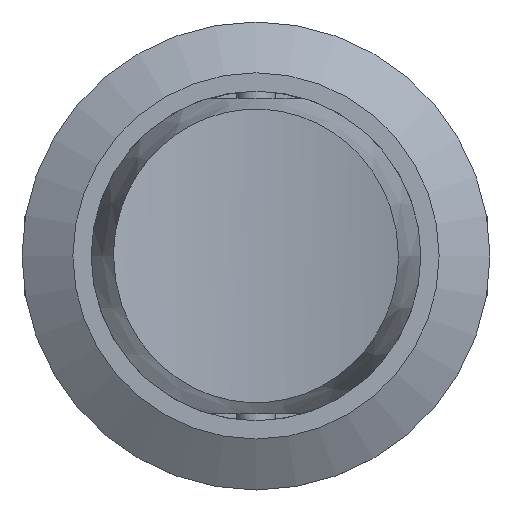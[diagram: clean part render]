
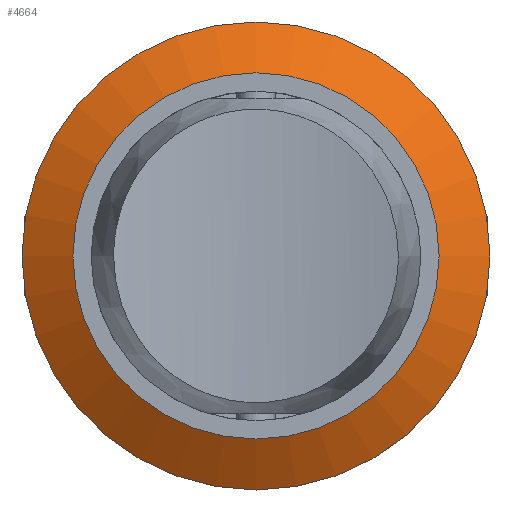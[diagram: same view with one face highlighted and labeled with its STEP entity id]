
A CAD part, top view. The second image highlights one B-rep face of the part: STEP entity #4664.
In plain terms, the highlighted conical face has half-angle 59.036 degrees and reference radius 10.25 mm.
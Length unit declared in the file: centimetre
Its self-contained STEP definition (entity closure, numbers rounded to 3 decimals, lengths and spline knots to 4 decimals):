
#129=CONICAL_SURFACE('',#4950,1.025,1.03);
#404=FACE_OUTER_BOUND('',#665,.T.);
#665=EDGE_LOOP('',(#4207,#4208,#4209,#4210));
#741=CIRCLE('',#4951,1.15);
#742=CIRCLE('',#4952,0.9);
#1262=LINE('',#8035,#1789);
#1789=VECTOR('',#6010,1.025);
#2238=VERTEX_POINT('',#8032);
#2239=VERTEX_POINT('',#8034);
#2901=EDGE_CURVE('',#2238,#2238,#741,.T.);
#2902=EDGE_CURVE('',#2238,#2239,#1262,.T.);
#2903=EDGE_CURVE('',#2239,#2239,#742,.T.);
#4207=ORIENTED_EDGE('',*,*,#2901,.T.);
#4208=ORIENTED_EDGE('',*,*,#2902,.T.);
#4209=ORIENTED_EDGE('',*,*,#2903,.T.);
#4210=ORIENTED_EDGE('',*,*,#2902,.F.);
#4664=ADVANCED_FACE('',(#404),#129,.T.);
#4950=AXIS2_PLACEMENT_3D('',#8031,#6006,#6007);
#4951=AXIS2_PLACEMENT_3D('',#8033,#6008,#6009);
#4952=AXIS2_PLACEMENT_3D('',#8036,#6011,#6012);
#6006=DIRECTION('center_axis',(0.,0.,-1.));
#6007=DIRECTION('ref_axis',(-1.,0.,0.));
#6008=DIRECTION('center_axis',(0.,0.,1.));
#6009=DIRECTION('ref_axis',(-1.,0.,0.));
#6010=DIRECTION('',(-0.857,0.,0.514));
#6011=DIRECTION('center_axis',(0.,0.,-1.));
#6012=DIRECTION('ref_axis',(-1.,0.,0.));
#8031=CARTESIAN_POINT('Origin',(0.,0.,1.585));
#8032=CARTESIAN_POINT('',(1.15,0.,1.51));
#8033=CARTESIAN_POINT('Origin',(0.,0.,1.51));
#8034=CARTESIAN_POINT('',(0.9,0.,1.66));
#8035=CARTESIAN_POINT('',(1.025,0.,1.585));
#8036=CARTESIAN_POINT('Origin',(0.,0.,1.66));
